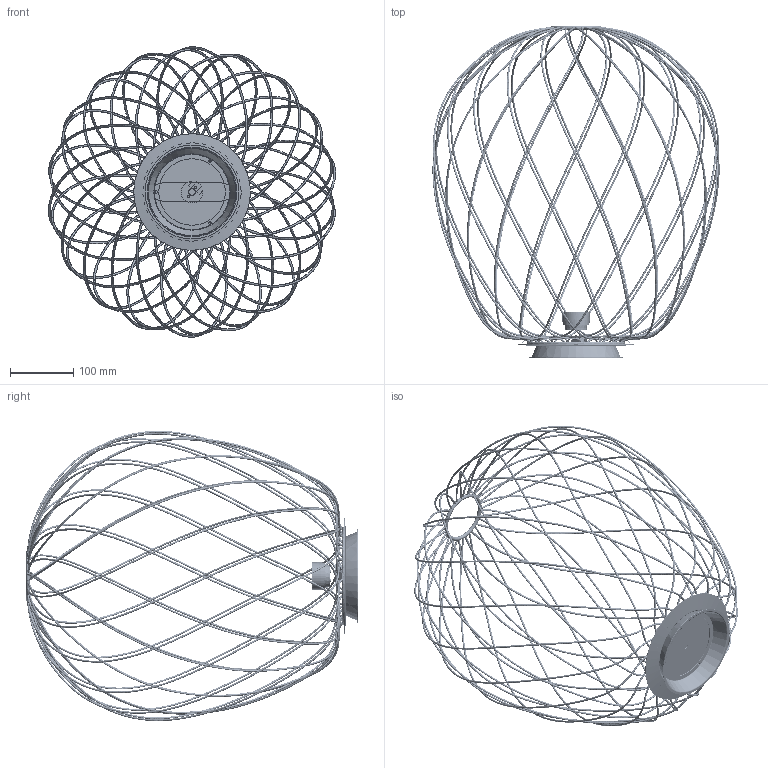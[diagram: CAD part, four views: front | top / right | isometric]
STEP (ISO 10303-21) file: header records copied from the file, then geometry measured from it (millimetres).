
FILE_DESCRIPTION(/* description */ (''),/* implementation_level */ '2;1');
FILE_NAME(/* name */ 'F434010xxxxxNE.stp',/* time_stamp */ '2020-01-14T11:22:17+01:00',/* author */ ('sghezzi'),/* organization */ (''),/* preprocessor_version */ 'ST-DEVELOPER v17.2',/* originating_system */ 'Autodesk Inventor 2019',/* authorisation */ '');
FILE_SCHEMA (('AUTOMOTIVE_DESIGN { 1 0 10303 214 3 1 1 }'));
Length unit declared in the file: millimetre
Products named in the file (6): Assieme Pinecone Tavolo; 007434001; 007434006; 005000113_PL E27 ART 0113 T270; 010004000 MOLLA FERMAVETRO 18371 - 2646 copia; filo 3D
Assembly tree (5 placements, depth 2):
  Assieme Pinecone Tavolo
    007434001
    007434006
    005000113_PL E27 ART 0113 T270
    010004000 MOLLA FERMAVETRO 18371 - 2646 copia
    filo 3D
Bounding box: 452.88 x 523.36 x 457.89 mm (x, y, z)
Volume: 265162.8 mm3; surface area: 364848.6 mm2
Topology: 5 solids, 5 shells, 125 faces, 431 edges, 315 vertices
Faces by surface type: plane 50, bspline 40, cylinder 16, cone 10, torus 9
Full cylindrical faces by diameter (mm): 4.1 x6, 4.2 x4, 10 x1, 10.5 x1, 37 x1, 43 x1, 105 x1, 148 x1
Entity records: 39269 total; most frequent: CARTESIAN_POINT 35198, ORIENTED_EDGE 862, DIRECTION 578, EDGE_CURVE 431, EDGE_LOOP 334, VERTEX_POINT 315, AXIS2_PLACEMENT_3D 228, FACE_BOUND 209
